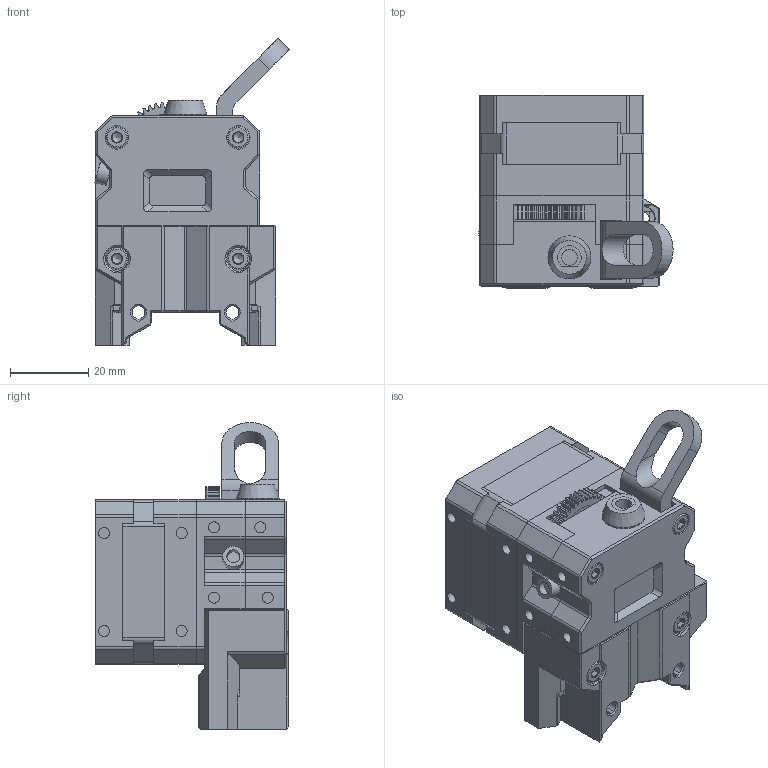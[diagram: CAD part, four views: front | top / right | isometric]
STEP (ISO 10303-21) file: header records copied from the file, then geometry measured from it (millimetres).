
FILE_DESCRIPTION(/* description */ ('','CAx-IF Rec.Pracs.---Representation and Presentation of Product Manufacturing Information (PMI)---4.0---2014-10-13'),/* implementation_level */ '2;1');
FILE_NAME(/* name */ 'Frank 2.0 Sprite Extruder Mount.step',/* time_stamp */ '2025-02-27T20:16:49-05:00',/* author */ (''),/* organization */ (''),/* preprocessor_version */ 'ST-DEVELOPER v20',/* originating_system */ 'Autodesk Translation Framework v13.20.0.188',/* authorisation */ '');
FILE_SCHEMA (('AP242_MANAGED_MODEL_BASED_3D_ENGINEERING_MIM_LF { 1 0 10303 442 1 1 4 }'));
Length unit declared in the file: millimetre
Products named in the file (9): Frank 2.0 Sprite Extruder Mount; Frank 2.0 Sprite Extruder Mount_1; Main Assembly; Extruder Motor; Spur Gear (42 teeth) (1); Gear Housing; Screws; Socket M3x25; Spur Gear (12 teeth) (1)
Assembly tree (11 placements, depth 4):
  Frank 2.0 Sprite Extruder Mount
    Frank 2.0 Sprite Extruder Mount_1
    Main Assembly
      Extruder Motor
      Spur Gear (42 teeth) (1)
      Gear Housing
      Screws
        Socket M3x25  x4
      Spur Gear (12 teeth) (1)
Bounding box: 49.61 x 49.3 x 78.42 mm (x, y, z)
Volume: 92324.1 mm3; surface area: 41631 mm2
Topology: 20 solids, 20 shells, 1164 faces, 3004 edges, 1922 vertices
Faces by surface type: plane 531, cylinder 319, bspline 226, cone 70, torus 18
Full cylindrical faces by diameter (mm): 2 x1, 2.5 x1, 2.8 x16, 2.9 x2, 3 x19, 3.3 x2, 3.4 x1, 3.95 x2, 4 x3, 4.2 x1, 5 x1, 5.4 x1, 5.5 x4, 6 x5, 6.4 x1, 6.95 x1, 7 x3, 8 x1, 8.95 x1, 9 x2, 11 x1, 16 x2, 16.1 x2
Entity records: 35976 total; most frequent: CARTESIAN_POINT 9630, ORIENTED_EDGE 5748, DIRECTION 4869, EDGE_CURVE 2874, VERTEX_POINT 1850, LINE 1629, VECTOR 1629, AXIS2_PLACEMENT_3D 1620
